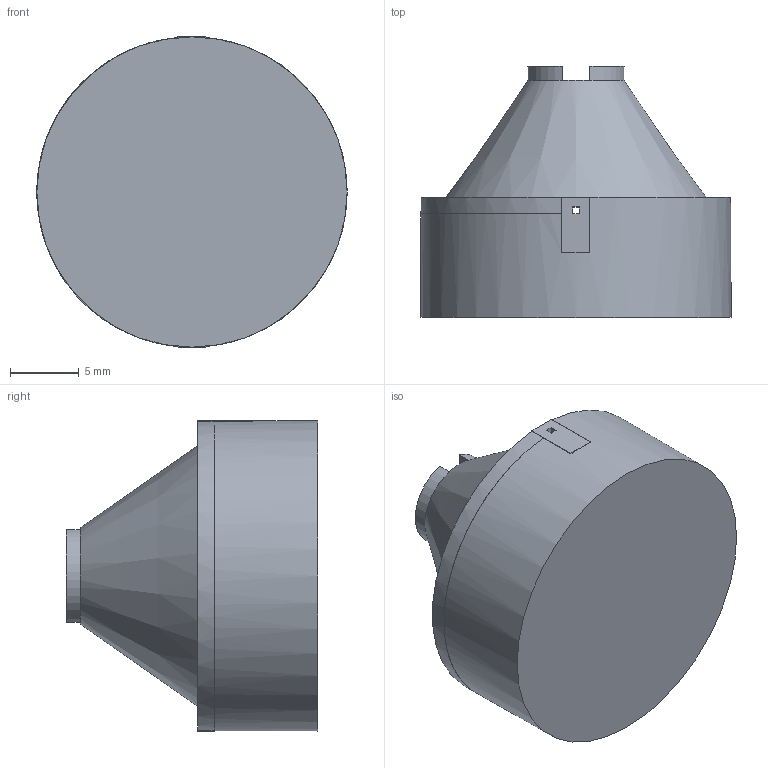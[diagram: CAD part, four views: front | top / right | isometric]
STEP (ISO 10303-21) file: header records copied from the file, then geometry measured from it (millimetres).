
FILE_DESCRIPTION(/* description */ (''),/* implementation_level */ '2;1');
FILE_NAME(/* name */ 'DualOutlet_cheerio.step',/* time_stamp */ '2024-12-10T15:39:52-05:00',/* author */ (''),/* organization */ (''),/* preprocessor_version */ 'ST-DEVELOPER v20',/* originating_system */ 'Autodesk Translation Framework v13.20.0.188',/* authorisation */ '');
FILE_SCHEMA (('AUTOMOTIVE_DESIGN { 1 0 10303 214 3 1 1 }'));
Length unit declared in the file: millimetre
Products named in the file (1): eternal_drillable_boat_2hole
Bounding box: 22.5 x 18.2 x 22.5 mm (x, y, z)
Volume: 3427.7 mm3; surface area: 2287 mm2
Topology: 1 solids, 1 shells, 36 faces, 95 edges, 59 vertices
Faces by surface type: plane 27, cylinder 7, cone 2
Full cylindrical faces by diameter (mm): 17.4 x1, 22.5 x1
Entity records: 1146 total; most frequent: DIRECTION 199, CARTESIAN_POINT 191, ORIENTED_EDGE 190, EDGE_CURVE 95, AXIS2_PLACEMENT_3D 67, LINE 65, VECTOR 65, VERTEX_POINT 59
